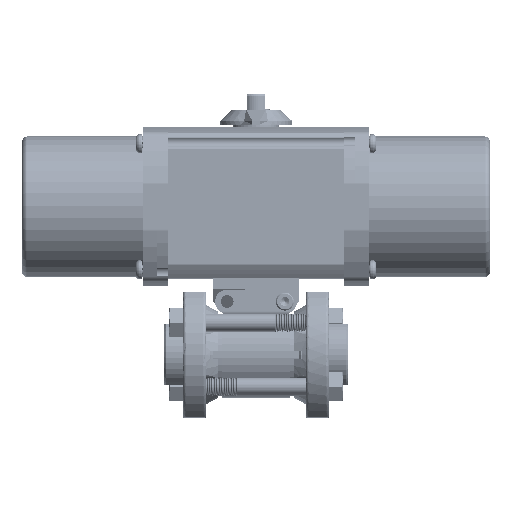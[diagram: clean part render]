
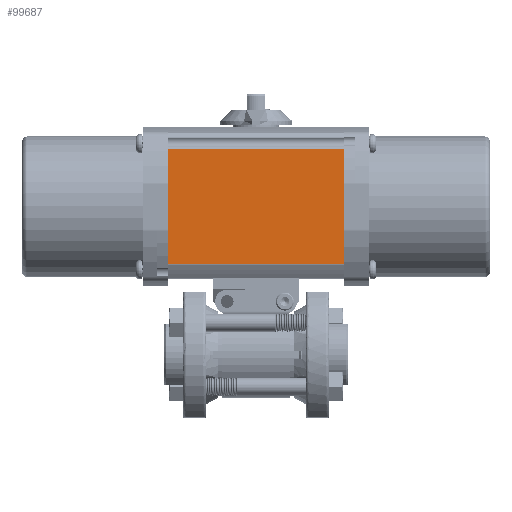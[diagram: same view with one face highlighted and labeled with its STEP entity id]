
A CAD part, top view. The second image highlights one B-rep face of the part: STEP entity #99687.
In plain terms, the highlighted planar face has unit normal (0, 0, 1).
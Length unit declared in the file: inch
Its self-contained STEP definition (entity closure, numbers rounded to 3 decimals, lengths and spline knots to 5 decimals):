
#411 = ORIENTED_EDGE ( 'NONE', *, *, #59713, .F. ) ;
#9331 = CARTESIAN_POINT ( 'NONE',  ( 1.5275, 3.5694, 1.17 ) ) ;
#15568 = EDGE_CURVE ( 'NONE', #206661, #75954, #208489, .T. ) ;
#18269 = EDGE_CURVE ( 'NONE', #175784, #75954, #90552, .T. ) ;
#28328 = EDGE_LOOP ( 'NONE', ( #411, #219964, #220444, #114869 ) ) ;
#31859 = CARTESIAN_POINT ( 'NONE',  ( 1.5275, 3.56213, 1.17 ) ) ;
#41543 = VECTOR ( 'NONE', #190761, 39.37008 ) ;
#43803 = PLANE ( 'NONE',  #117692 ) ;
#50478 = VECTOR ( 'NONE', #50560, 39.37008 ) ;
#50560 = DIRECTION ( 'NONE',  ( -1., 0., 0. ) ) ;
#55006 = EDGE_CURVE ( 'NONE', #206661, #97925, #86880, .T. ) ;
#59713 = EDGE_CURVE ( 'NONE', #175784, #97925, #214407, .T. ) ;
#64947 = FACE_OUTER_BOUND ( 'NONE', #28328, .T. ) ;
#69783 = CARTESIAN_POINT ( 'NONE',  ( -1.5275, 3.5694, 1.17 ) ) ;
#75954 = VERTEX_POINT ( 'NONE', #173243 ) ;
#78090 = VECTOR ( 'NONE', #171675, 39.37008 ) ;
#86880 = LINE ( 'NONE', #139376, #41543 ) ;
#90552 = LINE ( 'NONE', #220947, #50478 ) ;
#95274 = DIRECTION ( 'NONE',  ( 0., -1., 0. ) ) ;
#97925 = VERTEX_POINT ( 'NONE', #176131 ) ;
#99687 = ADVANCED_FACE ( 'NONE', ( #64947 ), #43803, .F. ) ;
#114869 = ORIENTED_EDGE ( 'NONE', *, *, #55006, .T. ) ;
#117692 = AXIS2_PLACEMENT_3D ( 'NONE', #196459, #197192, #95274 ) ;
#123922 = VECTOR ( 'NONE', #213369, 39.37008 ) ;
#139376 = CARTESIAN_POINT ( 'NONE',  ( -5.04033, 1.56787, 1.17 ) ) ;
#171675 = DIRECTION ( 'NONE',  ( 0., 1., 0. ) ) ;
#173243 = CARTESIAN_POINT ( 'NONE',  ( -1.5275, 3.56213, 1.17 ) ) ;
#175784 = VERTEX_POINT ( 'NONE', #31859 ) ;
#176131 = CARTESIAN_POINT ( 'NONE',  ( 1.5275, 1.56787, 1.17 ) ) ;
#182085 = CARTESIAN_POINT ( 'NONE',  ( -1.5275, 1.56787, 1.17 ) ) ;
#190761 = DIRECTION ( 'NONE',  ( 1., 0., 0. ) ) ;
#196459 = CARTESIAN_POINT ( 'NONE',  ( -5.04033, 3.5694, 1.17 ) ) ;
#197192 = DIRECTION ( 'NONE',  ( 0., 0., -1. ) ) ;
#206661 = VERTEX_POINT ( 'NONE', #182085 ) ;
#208489 = LINE ( 'NONE', #69783, #78090 ) ;
#213369 = DIRECTION ( 'NONE',  ( 0., -1., 0. ) ) ;
#214407 = LINE ( 'NONE', #9331, #123922 ) ;
#219964 = ORIENTED_EDGE ( 'NONE', *, *, #18269, .T. ) ;
#220444 = ORIENTED_EDGE ( 'NONE', *, *, #15568, .F. ) ;
#220947 = CARTESIAN_POINT ( 'NONE',  ( -5.04033, 3.56213, 1.17 ) ) ;
